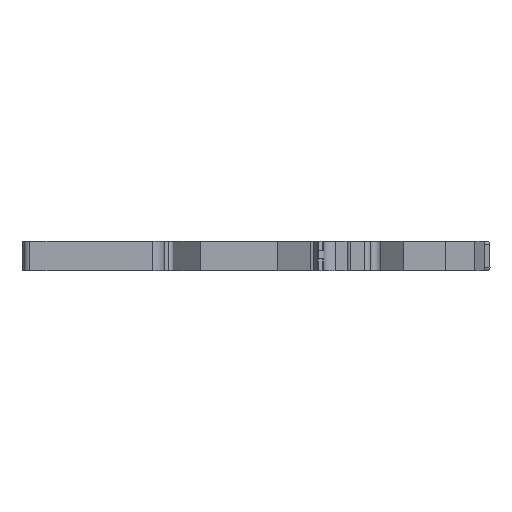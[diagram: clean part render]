
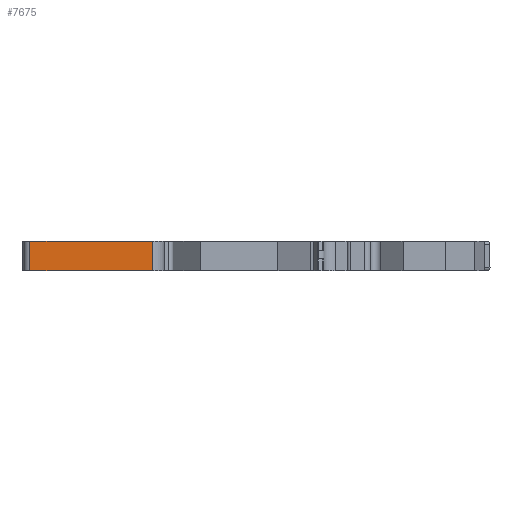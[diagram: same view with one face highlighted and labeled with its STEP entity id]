
A CAD part, front view. The second image highlights one B-rep face of the part: STEP entity #7675.
In plain terms, the highlighted planar face has unit normal (0, -1, 0).
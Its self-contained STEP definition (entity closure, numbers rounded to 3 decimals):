
#2514=DIRECTION('',(0.,0.,1.));
#2515=VECTOR('',#2514,5.);
#2516=CARTESIAN_POINT('',(-17.75,0.,-5.));
#2517=LINE('',#2516,#2515);
#2518=DIRECTION('',(-1.,0.,0.));
#2519=VECTOR('',#2518,21.05);
#2520=CARTESIAN_POINT('',(-17.75,0.,0.));
#2521=LINE('',#2520,#2519);
#2522=DIRECTION('',(1.,0.,0.));
#2523=VECTOR('',#2522,21.05);
#2524=CARTESIAN_POINT('',(-38.8,0.,-5.));
#2525=LINE('',#2524,#2523);
#2526=DIRECTION('',(0.,0.,-1.));
#2527=VECTOR('',#2526,5.);
#2528=CARTESIAN_POINT('',(-38.8,0.,0.));
#2529=LINE('',#2528,#2527);
#3419=CARTESIAN_POINT('',(-17.75,0.,0.));
#3420=VERTEX_POINT('',#3419);
#3421=CARTESIAN_POINT('',(-38.8,0.,0.));
#3422=VERTEX_POINT('',#3421);
#3733=CARTESIAN_POINT('',(-17.75,0.,-5.));
#3734=VERTEX_POINT('',#3733);
#3735=CARTESIAN_POINT('',(-38.8,0.,-5.));
#3736=VERTEX_POINT('',#3735);
#7663=CARTESIAN_POINT('',(-28.275,0.,-2.5));
#7664=DIRECTION('',(0.,1.,0.));
#7665=DIRECTION('',(1.,0.,0.));
#7666=AXIS2_PLACEMENT_3D('',#7663,#7664,#7665);
#7667=PLANE('',#7666);
#7669=ORIENTED_EDGE('',*,*,#7668,.F.);
#7670=ORIENTED_EDGE('',*,*,#4976,.F.);
#7671=ORIENTED_EDGE('',*,*,#7658,.F.);
#7672=ORIENTED_EDGE('',*,*,#4302,.F.);
#7673=EDGE_LOOP('',(#7669,#7670,#7671,#7672));
#7674=FACE_OUTER_BOUND('',#7673,.F.);
#4302=EDGE_CURVE('',#3736,#3734,#2525,.T.);
#4976=EDGE_CURVE('',#3420,#3422,#2521,.T.);
#7658=EDGE_CURVE('',#3734,#3420,#2517,.T.);
#7668=EDGE_CURVE('',#3422,#3736,#2529,.T.);
#7675=ADVANCED_FACE('',(#7674),#7667,.F.);
